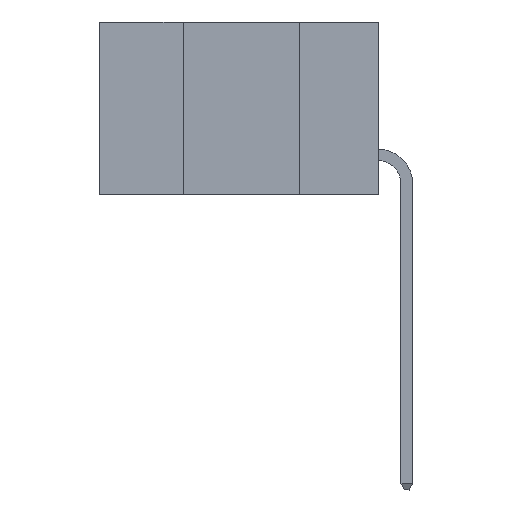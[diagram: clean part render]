
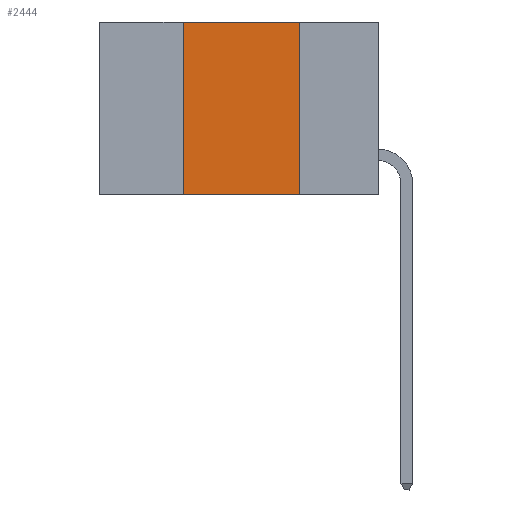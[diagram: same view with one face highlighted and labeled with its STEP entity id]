
A CAD part, left-side view. The second image highlights one B-rep face of the part: STEP entity #2444.
In plain terms, the highlighted planar face has unit normal (-1, 0, 0).
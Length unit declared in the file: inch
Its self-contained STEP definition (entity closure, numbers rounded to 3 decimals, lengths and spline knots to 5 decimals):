
#9 = VERTEX_POINT ( 'NONE', #17239 ) ;
#234 = DIRECTION ( 'NONE',  ( 0., -1., 0. ) ) ;
#1476 = EDGE_CURVE ( 'NONE', #2089, #23749, #11438, .T. ) ;
#1704 = LINE ( 'NONE', #19030, #5389 ) ;
#2089 = VERTEX_POINT ( 'NONE', #23627 ) ;
#2444 = ADVANCED_FACE ( 'NONE', ( #5613 ), #16744, .F. ) ;
#4354 = ORIENTED_EDGE ( 'NONE', *, *, #17803, .F. ) ;
#4487 = DIRECTION ( 'NONE',  ( 0., -1., 0. ) ) ;
#5389 = VECTOR ( 'NONE', #4487, 39.37008 ) ;
#5613 = FACE_OUTER_BOUND ( 'NONE', #6990, .T. ) ;
#5769 = DIRECTION ( 'NONE',  ( 0., 0., -1. ) ) ;
#6009 = CARTESIAN_POINT ( 'NONE',  ( 0., 0.6, -0.37 ) ) ;
#6955 = DIRECTION ( 'NONE',  ( 0., 0., -1. ) ) ;
#6990 = EDGE_LOOP ( 'NONE', ( #7234, #16593, #4354, #17310 ) ) ;
#7089 = CARTESIAN_POINT ( 'NONE',  ( 0., 0.17, -0.37 ) ) ;
#7234 = ORIENTED_EDGE ( 'NONE', *, *, #1476, .F. ) ;
#8369 = VECTOR ( 'NONE', #6955, 39.37008 ) ;
#8554 = CARTESIAN_POINT ( 'NONE',  ( 0., 0.42, 0. ) ) ;
#9139 = VERTEX_POINT ( 'NONE', #10974 ) ;
#10596 = DIRECTION ( 'NONE',  ( 0., 0., 1. ) ) ;
#10940 = EDGE_CURVE ( 'NONE', #9, #2089, #1704, .T. ) ;
#10974 = CARTESIAN_POINT ( 'NONE',  ( 0., 0.42, -0.37 ) ) ;
#11438 = LINE ( 'NONE', #18665, #8369 ) ;
#14823 = AXIS2_PLACEMENT_3D ( 'NONE', #21393, #21306, #5769 ) ;
#15070 = VECTOR ( 'NONE', #10596, 39.37008 ) ;
#16545 = EDGE_CURVE ( 'NONE', #9139, #23749, #20978, .T. ) ;
#16593 = ORIENTED_EDGE ( 'NONE', *, *, #10940, .F. ) ;
#16744 = PLANE ( 'NONE',  #14823 ) ;
#17239 = CARTESIAN_POINT ( 'NONE',  ( 0., 0.42, 0. ) ) ;
#17310 = ORIENTED_EDGE ( 'NONE', *, *, #16545, .T. ) ;
#17788 = LINE ( 'NONE', #8554, #15070 ) ;
#17803 = EDGE_CURVE ( 'NONE', #9139, #9, #17788, .T. ) ;
#18665 = CARTESIAN_POINT ( 'NONE',  ( 0., 0.17, 0. ) ) ;
#19030 = CARTESIAN_POINT ( 'NONE',  ( 0., 0.6, 0. ) ) ;
#19727 = VECTOR ( 'NONE', #234, 39.37008 ) ;
#20978 = LINE ( 'NONE', #6009, #19727 ) ;
#21306 = DIRECTION ( 'NONE',  ( 1., 0., 0. ) ) ;
#21393 = CARTESIAN_POINT ( 'NONE',  ( 0., 0.6, 0. ) ) ;
#23627 = CARTESIAN_POINT ( 'NONE',  ( 0., 0.17, 0. ) ) ;
#23749 = VERTEX_POINT ( 'NONE', #7089 ) ;
